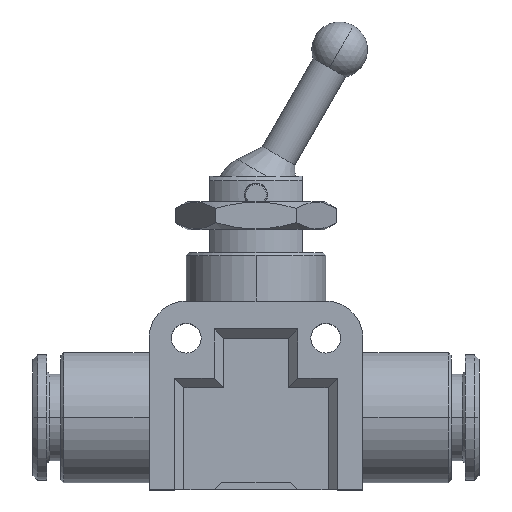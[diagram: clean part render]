
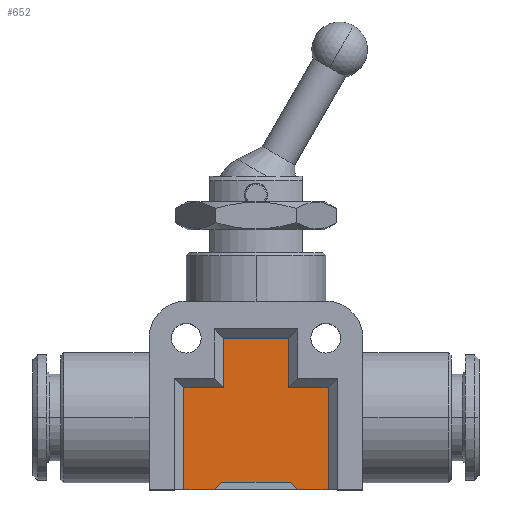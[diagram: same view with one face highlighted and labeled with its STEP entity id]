
A CAD part, top view. The second image highlights one B-rep face of the part: STEP entity #652.
In plain terms, the highlighted planar face has unit normal (0, 0, 1).
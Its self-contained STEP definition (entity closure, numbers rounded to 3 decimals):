
#78 = DIRECTION ( 'NONE',  ( -1., 0., 0. ) ) ;
#79 = DIRECTION ( 'NONE',  ( 0., 0., -1. ) ) ;
#150 = VERTEX_POINT ( 'NONE', #1623 ) ;
#155 = EDGE_CURVE ( 'NONE', #231, #821, #1614, .T. ) ;
#214 = EDGE_CURVE ( 'NONE', #150, #231, #1857, .T. ) ;
#231 = VERTEX_POINT ( 'NONE', #1979 ) ;
#614 = EDGE_CURVE ( 'NONE', #821, #616, #741, .T. ) ;
#616 = VERTEX_POINT ( 'NONE', #774 ) ;
#634 = ORIENTED_EDGE ( 'NONE', *, *, #649, .T. ) ;
#635 = ORIENTED_EDGE ( 'NONE', *, *, #214, .F. ) ;
#636 = ORIENTED_EDGE ( 'NONE', *, *, #155, .F. ) ;
#637 = VERTEX_POINT ( 'NONE', #990 ) ;
#638 = ORIENTED_EDGE ( 'NONE', *, *, #642, .T. ) ;
#639 = ORIENTED_EDGE ( 'NONE', *, *, #648, .T. ) ;
#640 = VERTEX_POINT ( 'NONE', #973 ) ;
#641 = ORIENTED_EDGE ( 'NONE', *, *, #1473, .F. ) ;
#642 = EDGE_CURVE ( 'NONE', #637, #643, #1065, .T. ) ;
#643 = VERTEX_POINT ( 'NONE', #1113 ) ;
#644 = ORIENTED_EDGE ( 'NONE', *, *, #645, .T. ) ;
#645 = EDGE_CURVE ( 'NONE', #640, #637, #1107, .T. ) ;
#646 = ORIENTED_EDGE ( 'NONE', *, *, #1738, .T. ) ;
#647 = ORIENTED_EDGE ( 'NONE', *, *, #614, .F. ) ;
#648 = EDGE_CURVE ( 'NONE', #650, #640, #1095, .T. ) ;
#649 = EDGE_CURVE ( 'NONE', #1460, #650, #1080, .T. ) ;
#650 = VERTEX_POINT ( 'NONE', #1111 ) ;
#651 = EDGE_CURVE ( 'NONE', #708, #1741, #1100, .T. ) ;
#652 = ADVANCED_FACE ( 'NONE', ( #1087 ), #1082, .F. ) ;
#653 = EDGE_LOOP ( 'NONE', ( #654, #646, #647, #636, #635, #641, #634, #639, #644, #638, #657, #2284 ) ) ;
#654 = ORIENTED_EDGE ( 'NONE', *, *, #651, .T. ) ;
#657 = ORIENTED_EDGE ( 'NONE', *, *, #2385, .T. ) ;
#672 = VECTOR ( 'NONE', #776, 1000. ) ;
#708 = VERTEX_POINT ( 'NONE', #1600 ) ;
#741 = LINE ( 'NONE', #777, #672 ) ;
#774 = CARTESIAN_POINT ( 'NONE',  ( -4.5, 0., 6.5 ) ) ;
#776 = DIRECTION ( 'NONE',  ( -0.707, -0.707, 0. ) ) ;
#777 = CARTESIAN_POINT ( 'NONE',  ( -4.5, 0., 6.5 ) ) ;
#821 = VERTEX_POINT ( 'NONE', #4131 ) ;
#973 = CARTESIAN_POINT ( 'NONE',  ( 3.5, 11., 6.5 ) ) ;
#990 = CARTESIAN_POINT ( 'NONE',  ( 3.5, 16.3, 6.5 ) ) ;
#1060 = DIRECTION ( 'NONE',  ( -1., 0., 0. ) ) ;
#1061 = VECTOR ( 'NONE', #1060, 1000. ) ;
#1063 = CARTESIAN_POINT ( 'NONE',  ( -3.5, 16.3, 6.5 ) ) ;
#1065 = LINE ( 'NONE', #1063, #1061 ) ;
#1078 = VECTOR ( 'NONE', #1112, 1000. ) ;
#1079 = CARTESIAN_POINT ( 'NONE',  ( 7.75, 11., 6.5 ) ) ;
#1080 = LINE ( 'NONE', #1079, #1078 ) ;
#1082 = PLANE ( 'NONE',  #1086 ) ;
#1085 = CARTESIAN_POINT ( 'NONE',  ( 7.75, 0., 6.5 ) ) ;
#1086 = AXIS2_PLACEMENT_3D ( 'NONE', #1085, #79, #78 ) ;
#1087 = FACE_OUTER_BOUND ( 'NONE', #653, .T. ) ;
#1088 = DIRECTION ( 'NONE',  ( 0., -1., 0. ) ) ;
#1089 = VECTOR ( 'NONE', #1088, 1000. ) ;
#1090 = CARTESIAN_POINT ( 'NONE',  ( -7.75, 0., 6.5 ) ) ;
#1094 = CARTESIAN_POINT ( 'NONE',  ( 3.5, 11., 6.5 ) ) ;
#1095 = LINE ( 'NONE', #1094, #1116 ) ;
#1096 = VECTOR ( 'NONE', #1114, 1000. ) ;
#1098 = CARTESIAN_POINT ( 'NONE',  ( 3.5, 16.3, 6.5 ) ) ;
#1100 = LINE ( 'NONE', #1090, #1089 ) ;
#1107 = LINE ( 'NONE', #1098, #1096 ) ;
#1111 = CARTESIAN_POINT ( 'NONE',  ( 7.75, 11., 6.5 ) ) ;
#1112 = DIRECTION ( 'NONE',  ( 0., 1., 0. ) ) ;
#1113 = CARTESIAN_POINT ( 'NONE',  ( -3.5, 16.3, 6.5 ) ) ;
#1114 = DIRECTION ( 'NONE',  ( 0., 1., 0. ) ) ;
#1115 = DIRECTION ( 'NONE',  ( -1., 0., 0. ) ) ;
#1116 = VECTOR ( 'NONE', #1115, 1000. ) ;
#1460 = VERTEX_POINT ( 'NONE', #4482 ) ;
#1473 = EDGE_CURVE ( 'NONE', #1460, #150, #4435, .T. ) ;
#1600 = CARTESIAN_POINT ( 'NONE',  ( -7.75, 11., 6.5 ) ) ;
#1614 = LINE ( 'NONE', #1646, #1645 ) ;
#1623 = CARTESIAN_POINT ( 'NONE',  ( 4.5, 0., 6.5 ) ) ;
#1644 = DIRECTION ( 'NONE',  ( -1., 0., 0. ) ) ;
#1645 = VECTOR ( 'NONE', #1644, 1000. ) ;
#1646 = CARTESIAN_POINT ( 'NONE',  ( -3.7, 0.8, 6.5 ) ) ;
#1738 = EDGE_CURVE ( 'NONE', #1741, #616, #2847, .T. ) ;
#1741 = VERTEX_POINT ( 'NONE', #2890 ) ;
#1844 = CARTESIAN_POINT ( 'NONE',  ( 3.7, 0.8, 6.5 ) ) ;
#1857 = LINE ( 'NONE', #1844, #1994 ) ;
#1979 = CARTESIAN_POINT ( 'NONE',  ( 3.7, 0.8, 6.5 ) ) ;
#1992 = DIRECTION ( 'NONE',  ( -0.707, 0.707, 0. ) ) ;
#1994 = VECTOR ( 'NONE', #1992, 1000. ) ;
#2284 = ORIENTED_EDGE ( 'NONE', *, *, #2285, .T. ) ;
#2285 = EDGE_CURVE ( 'NONE', #2381, #708, #3480, .T. ) ;
#2381 = VERTEX_POINT ( 'NONE', #3809 ) ;
#2385 = EDGE_CURVE ( 'NONE', #643, #2381, #3798, .T. ) ;
#2844 = DIRECTION ( 'NONE',  ( 1., 0., 0. ) ) ;
#2845 = VECTOR ( 'NONE', #2844, 1000. ) ;
#2846 = CARTESIAN_POINT ( 'NONE',  ( -7.75, 0., 6.5 ) ) ;
#2847 = LINE ( 'NONE', #2846, #2845 ) ;
#2890 = CARTESIAN_POINT ( 'NONE',  ( -7.75, 0., 6.5 ) ) ;
#3479 = CARTESIAN_POINT ( 'NONE',  ( -7.75, 11., 6.5 ) ) ;
#3480 = LINE ( 'NONE', #3479, #3517 ) ;
#3516 = DIRECTION ( 'NONE',  ( -1., 0., 0. ) ) ;
#3517 = VECTOR ( 'NONE', #3516, 1000. ) ;
#3778 = DIRECTION ( 'NONE',  ( 0., -1., 0. ) ) ;
#3779 = VECTOR ( 'NONE', #3778, 1000. ) ;
#3780 = CARTESIAN_POINT ( 'NONE',  ( -3.5, 11., 6.5 ) ) ;
#3798 = LINE ( 'NONE', #3780, #3779 ) ;
#3809 = CARTESIAN_POINT ( 'NONE',  ( -3.5, 11., 6.5 ) ) ;
#4131 = CARTESIAN_POINT ( 'NONE',  ( -3.7, 0.8, 6.5 ) ) ;
#4431 = DIRECTION ( 'NONE',  ( -1., 0., 0. ) ) ;
#4432 = VECTOR ( 'NONE', #4431, 1000. ) ;
#4433 = CARTESIAN_POINT ( 'NONE',  ( 4.5, 0., 6.5 ) ) ;
#4435 = LINE ( 'NONE', #4433, #4432 ) ;
#4482 = CARTESIAN_POINT ( 'NONE',  ( 7.75, 0., 6.5 ) ) ;
